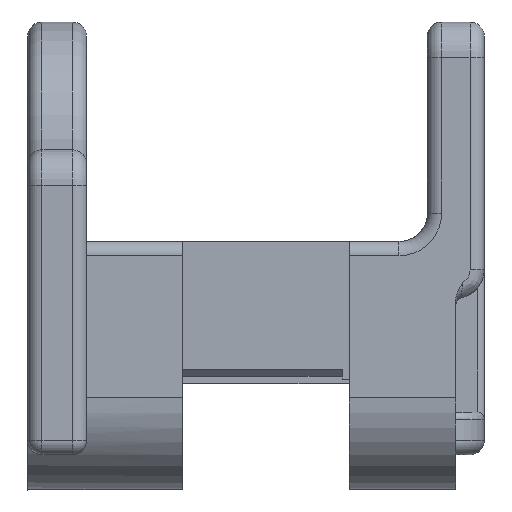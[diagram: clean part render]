
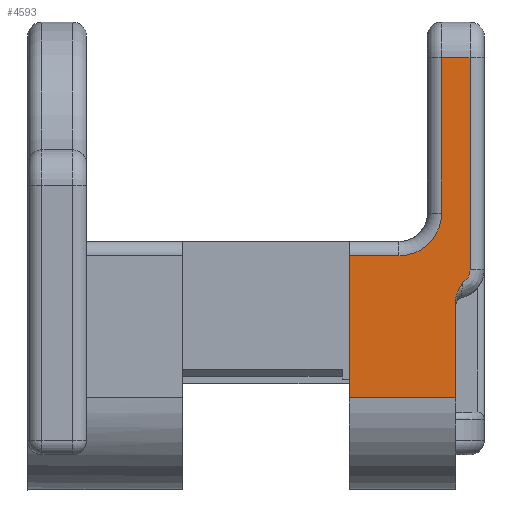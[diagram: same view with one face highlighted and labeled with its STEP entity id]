
A CAD part, front view. The second image highlights one B-rep face of the part: STEP entity #4593.
In plain terms, the highlighted planar face has unit normal (0, -1, 0).
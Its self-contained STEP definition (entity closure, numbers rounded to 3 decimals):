
#90=B_SPLINE_CURVE_WITH_KNOTS('',3,(#7232,#7233,#7234,#7235,#7236,#7237,
#7238,#7239,#7240,#7241),.UNSPECIFIED.,.F.,.F.,(4,2,2,2,4),(-0.001,
0.,0.055,0.096,0.129),
 .UNSPECIFIED.);
#197=CIRCLE('',#4885,1.);
#233=CIRCLE('',#4948,3.);
#384=PLANE('',#4947);
#528=FACE_OUTER_BOUND('',#803,.T.);
#803=EDGE_LOOP('',(#3341,#3342,#3343,#3344,#3345,#3346,#3347,#3348,#3349,
#3350));
#1095=LINE('',#7137,#1495);
#1112=LINE('',#7370,#1512);
#1151=LINE('',#7541,#1551);
#1152=LINE('',#7544,#1552);
#1153=LINE('',#7548,#1553);
#1154=LINE('',#7550,#1554);
#1155=LINE('',#7551,#1555);
#1495=VECTOR('',#5482,10.);
#1512=VECTOR('',#5569,10.);
#1551=VECTOR('',#5684,10.);
#1552=VECTOR('',#5687,10.);
#1553=VECTOR('',#5690,10.);
#1554=VECTOR('',#5691,10.);
#1555=VECTOR('',#5692,10.);
#1959=VERTEX_POINT('',#7130);
#1960=VERTEX_POINT('',#7136);
#1972=VERTEX_POINT('',#7231);
#1974=VERTEX_POINT('',#7263);
#1988=VERTEX_POINT('',#7363);
#2035=VERTEX_POINT('',#7539);
#2036=VERTEX_POINT('',#7543);
#2037=VERTEX_POINT('',#7545);
#2038=VERTEX_POINT('',#7547);
#2039=VERTEX_POINT('',#7549);
#2421=EDGE_CURVE('',#1960,#1959,#1095,.T.);
#2437=EDGE_CURVE('',#1972,#1959,#90,.T.);
#2441=EDGE_CURVE('',#1974,#1972,#197,.T.);
#2468=EDGE_CURVE('',#1988,#1974,#1112,.T.);
#2532=EDGE_CURVE('',#2035,#1988,#1151,.T.);
#2533=EDGE_CURVE('',#2036,#2035,#1152,.T.);
#2534=EDGE_CURVE('',#2037,#2036,#233,.T.);
#2535=EDGE_CURVE('',#2038,#2037,#1153,.T.);
#2536=EDGE_CURVE('',#2039,#2038,#1154,.F.);
#2537=EDGE_CURVE('',#2039,#1960,#1155,.T.);
#3341=ORIENTED_EDGE('',*,*,#2468,.F.);
#3342=ORIENTED_EDGE('',*,*,#2532,.F.);
#3343=ORIENTED_EDGE('',*,*,#2533,.F.);
#3344=ORIENTED_EDGE('',*,*,#2534,.F.);
#3345=ORIENTED_EDGE('',*,*,#2535,.F.);
#3346=ORIENTED_EDGE('',*,*,#2536,.F.);
#3347=ORIENTED_EDGE('',*,*,#2537,.T.);
#3348=ORIENTED_EDGE('',*,*,#2421,.T.);
#3349=ORIENTED_EDGE('',*,*,#2437,.F.);
#3350=ORIENTED_EDGE('',*,*,#2441,.F.);
#4593=ADVANCED_FACE('',(#528),#384,.T.);
#4885=AXIS2_PLACEMENT_3D('',#7265,#5512,#5513);
#4947=AXIS2_PLACEMENT_3D('',#7542,#5685,#5686);
#4948=AXIS2_PLACEMENT_3D('',#7546,#5688,#5689);
#5482=DIRECTION('',(0.,0.,1.));
#5512=DIRECTION('center_axis',(0.,1.,0.));
#5513=DIRECTION('ref_axis',(0.707,0.,-0.707));
#5569=DIRECTION('',(0.,0.,-1.));
#5684=DIRECTION('',(1.,0.,0.));
#5685=DIRECTION('center_axis',(0.,-1.,0.));
#5686=DIRECTION('ref_axis',(0.,0.,1.));
#5687=DIRECTION('',(0.,0.,1.));
#5688=DIRECTION('center_axis',(0.,-1.,0.));
#5689=DIRECTION('ref_axis',(0.707,0.,-0.707));
#5690=DIRECTION('',(1.,0.,0.));
#5691=DIRECTION('',(0.,0.,-1.));
#5692=DIRECTION('',(1.,0.,0.));
#7130=CARTESIAN_POINT('',(22.07,223.288,60.551));
#7136=CARTESIAN_POINT('',(22.07,223.288,53.602));
#7137=CARTESIAN_POINT('',(22.07,223.288,58.106));
#7231=CARTESIAN_POINT('',(22.57,223.288,61.743));
#7232=CARTESIAN_POINT('Ctrl Pts',(22.57,223.288,61.743));
#7233=CARTESIAN_POINT('Ctrl Pts',(22.568,223.288,61.74));
#7234=CARTESIAN_POINT('Ctrl Pts',(22.567,223.288,61.738));
#7235=CARTESIAN_POINT('Ctrl Pts',(22.472,223.288,61.575));
#7236=CARTESIAN_POINT('Ctrl Pts',(22.371,223.288,61.418));
#7237=CARTESIAN_POINT('Ctrl Pts',(22.219,223.288,61.136));
#7238=CARTESIAN_POINT('Ctrl Pts',(22.163,223.288,61.013));
#7239=CARTESIAN_POINT('Ctrl Pts',(22.09,223.288,60.776));
#7240=CARTESIAN_POINT('Ctrl Pts',(22.07,223.288,60.664));
#7241=CARTESIAN_POINT('Ctrl Pts',(22.07,223.288,60.551));
#7263=CARTESIAN_POINT('',(23.07,223.288,62.609));
#7265=CARTESIAN_POINT('Origin',(22.07,223.288,62.609));
#7363=CARTESIAN_POINT('',(23.07,223.288,77.564));
#7370=CARTESIAN_POINT('',(23.07,223.288,58.333));
#7539=CARTESIAN_POINT('',(21.07,223.288,77.564));
#7541=CARTESIAN_POINT('',(19.07,223.288,77.564));
#7542=CARTESIAN_POINT('Origin',(19.07,223.288,53.602));
#7543=CARTESIAN_POINT('',(21.07,223.288,66.609));
#7544=CARTESIAN_POINT('',(21.07,223.288,59.333));
#7545=CARTESIAN_POINT('',(18.07,223.288,63.609));
#7546=CARTESIAN_POINT('Origin',(18.07,223.288,66.609));
#7547=CARTESIAN_POINT('',(14.57,223.288,63.609));
#7548=CARTESIAN_POINT('',(19.07,223.288,63.609));
#7549=CARTESIAN_POINT('',(14.57,223.288,53.602));
#7550=CARTESIAN_POINT('',(14.57,223.288,54.333));
#7551=CARTESIAN_POINT('',(19.07,223.288,53.602));
